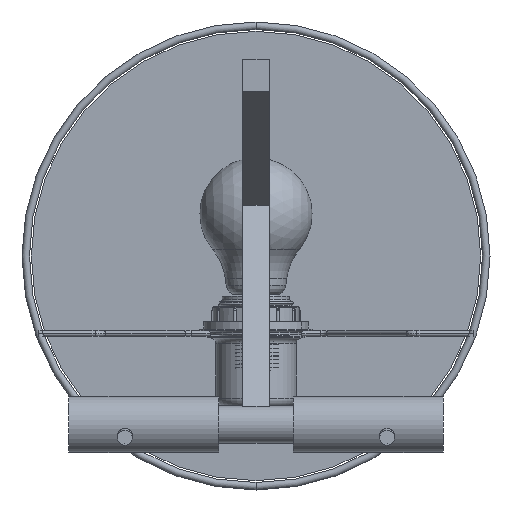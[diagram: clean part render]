
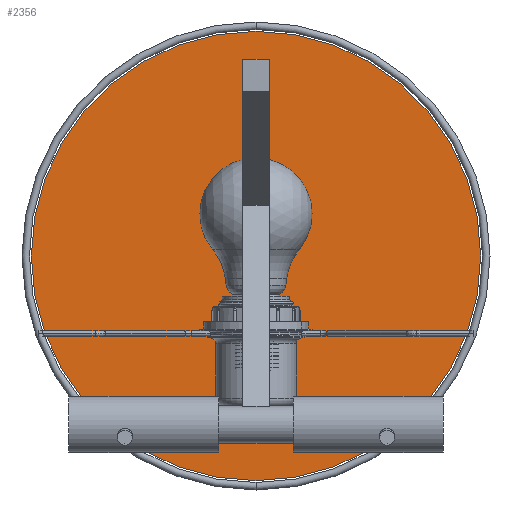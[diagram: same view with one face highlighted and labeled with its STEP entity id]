
A CAD part, front view. The second image highlights one B-rep face of the part: STEP entity #2356.
In plain terms, the highlighted planar face has unit normal (0, -1, 0).
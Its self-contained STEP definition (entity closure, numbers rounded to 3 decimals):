
#166 = CARTESIAN_POINT ( 'NONE',  ( 15., 410., -177.5 ) ) ;
#427 = AXIS2_PLACEMENT_3D ( 'NONE', #7805, #4152, #7158 ) ;
#470 = CIRCLE ( 'NONE', #1898, 120. ) ;
#567 = VERTEX_POINT ( 'NONE', #9781 ) ;
#815 = DIRECTION ( 'NONE',  ( 0., 0., 1. ) ) ;
#872 = DIRECTION ( 'NONE',  ( 0., 0., 1. ) ) ;
#1011 = DIRECTION ( 'NONE',  ( 0., 0., 1. ) ) ;
#1525 = EDGE_LOOP ( 'NONE', ( #9203, #9667 ) ) ;
#1545 = CIRCLE ( 'NONE', #9609, 6. ) ;
#1856 = CARTESIAN_POINT ( 'NONE',  ( 15., 410., -176. ) ) ;
#1898 = AXIS2_PLACEMENT_3D ( 'NONE', #2756, #2805, #7451 ) ;
#2356 = ADVANCED_FACE ( 'NONE', ( #9237, #2522, #6284 ), #8689, .F. ) ;
#2413 = EDGE_CURVE ( 'NONE', #4847, #3275, #1545, .T. ) ;
#2430 = VERTEX_POINT ( 'NONE', #6379 ) ;
#2471 = CARTESIAN_POINT ( 'NONE',  ( 0., 410., -105. ) ) ;
#2522 = FACE_OUTER_BOUND ( 'NONE', #1525, .T. ) ;
#2588 = ORIENTED_EDGE ( 'NONE', *, *, #2413, .T. ) ;
#2756 = CARTESIAN_POINT ( 'NONE',  ( 0., 410., -105. ) ) ;
#2805 = DIRECTION ( 'NONE',  ( 0., 1., 0. ) ) ;
#2882 = ORIENTED_EDGE ( 'NONE', *, *, #4964, .F. ) ;
#3084 = EDGE_CURVE ( 'NONE', #2430, #9745, #6460, .T. ) ;
#3275 = VERTEX_POINT ( 'NONE', #4494 ) ;
#3584 = EDGE_CURVE ( 'NONE', #567, #5750, #9144, .T. ) ;
#3712 = ORIENTED_EDGE ( 'NONE', *, *, #3584, .F. ) ;
#4152 = DIRECTION ( 'NONE',  ( 0., -1., 0. ) ) ;
#4203 = CARTESIAN_POINT ( 'NONE',  ( 0., 410., -192.5 ) ) ;
#4494 = CARTESIAN_POINT ( 'NONE',  ( 0., 410., -198.5 ) ) ;
#4514 = EDGE_LOOP ( 'NONE', ( #2588, #5150 ) ) ;
#4847 = VERTEX_POINT ( 'NONE', #5317 ) ;
#4964 = EDGE_CURVE ( 'NONE', #5750, #567, #6650, .T. ) ;
#5150 = ORIENTED_EDGE ( 'NONE', *, *, #6998, .T. ) ;
#5317 = CARTESIAN_POINT ( 'NONE',  ( 0., 410., -186.5 ) ) ;
#5369 = AXIS2_PLACEMENT_3D ( 'NONE', #9547, #8855, #9448 ) ;
#5379 = AXIS2_PLACEMENT_3D ( 'NONE', #7716, #7622, #815 ) ;
#5697 = AXIS2_PLACEMENT_3D ( 'NONE', #166, #9300, #872 ) ;
#5750 = VERTEX_POINT ( 'NONE', #1856 ) ;
#6240 = DIRECTION ( 'NONE',  ( 0., 1., 0. ) ) ;
#6284 = FACE_BOUND ( 'NONE', #4514, .T. ) ;
#6319 = EDGE_LOOP ( 'NONE', ( #2882, #3712 ) ) ;
#6379 = CARTESIAN_POINT ( 'NONE',  ( 0., 410., -225. ) ) ;
#6460 = CIRCLE ( 'NONE', #5369, 120. ) ;
#6650 = CIRCLE ( 'NONE', #5697, 1.5 ) ;
#6998 = EDGE_CURVE ( 'NONE', #3275, #4847, #8059, .T. ) ;
#7087 = AXIS2_PLACEMENT_3D ( 'NONE', #2471, #8559, #8641 ) ;
#7158 = DIRECTION ( 'NONE',  ( 0., 0., 1. ) ) ;
#7451 = DIRECTION ( 'NONE',  ( 0., 0., 1. ) ) ;
#7622 = DIRECTION ( 'NONE',  ( 0., 1., 0. ) ) ;
#7716 = CARTESIAN_POINT ( 'NONE',  ( 0., 410., -192.5 ) ) ;
#7805 = CARTESIAN_POINT ( 'NONE',  ( 15., 410., -177.5 ) ) ;
#8059 = CIRCLE ( 'NONE', #5379, 6. ) ;
#8559 = DIRECTION ( 'NONE',  ( 0., 1., 0. ) ) ;
#8641 = DIRECTION ( 'NONE',  ( 0., 0., 1. ) ) ;
#8645 = EDGE_CURVE ( 'NONE', #9745, #2430, #470, .T. ) ;
#8689 = PLANE ( 'NONE',  #7087 ) ;
#8855 = DIRECTION ( 'NONE',  ( 0., 1., 0. ) ) ;
#9138 = CARTESIAN_POINT ( 'NONE',  ( 0., 410., 15. ) ) ;
#9144 = CIRCLE ( 'NONE', #427, 1.5 ) ;
#9203 = ORIENTED_EDGE ( 'NONE', *, *, #3084, .F. ) ;
#9237 = FACE_BOUND ( 'NONE', #6319, .T. ) ;
#9300 = DIRECTION ( 'NONE',  ( 0., -1., 0. ) ) ;
#9448 = DIRECTION ( 'NONE',  ( 0., 0., 1. ) ) ;
#9547 = CARTESIAN_POINT ( 'NONE',  ( 0., 410., -105. ) ) ;
#9609 = AXIS2_PLACEMENT_3D ( 'NONE', #4203, #6240, #1011 ) ;
#9667 = ORIENTED_EDGE ( 'NONE', *, *, #8645, .F. ) ;
#9745 = VERTEX_POINT ( 'NONE', #9138 ) ;
#9781 = CARTESIAN_POINT ( 'NONE',  ( 15., 410., -179. ) ) ;
